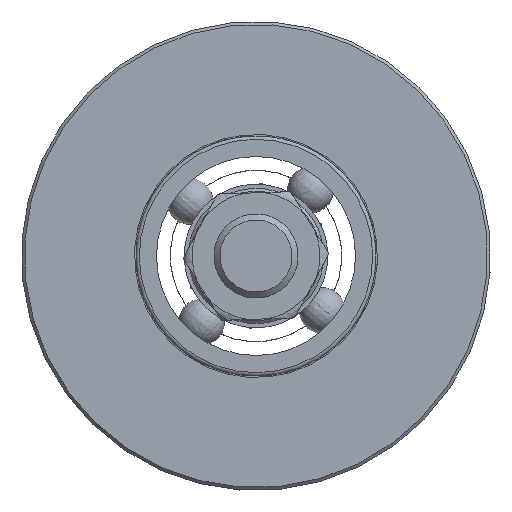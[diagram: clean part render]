
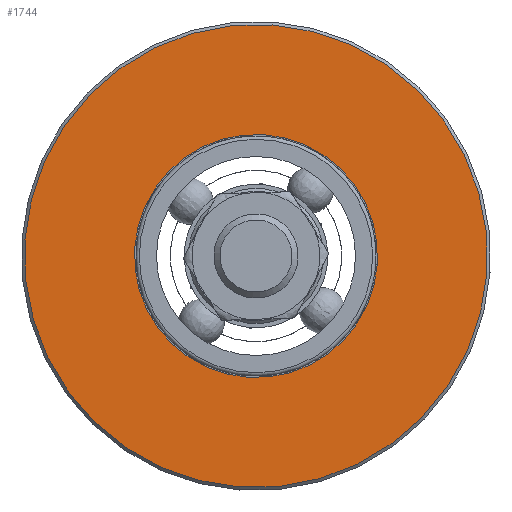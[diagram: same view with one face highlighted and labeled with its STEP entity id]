
A CAD part, front view. The second image highlights one B-rep face of the part: STEP entity #1744.
In plain terms, the highlighted planar face has unit normal (0, -1, 0).
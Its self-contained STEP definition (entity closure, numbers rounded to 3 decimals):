
#113=FACE_BOUND('',#340,.T.);
#149=PLANE('',#1929);
#226=FACE_OUTER_BOUND('',#339,.T.);
#339=EDGE_LOOP('',(#1274));
#340=EDGE_LOOP('',(#1275,#1276));
#578=CIRCLE('',#1897,38.5);
#598=CIRCLE('',#1927,20.2);
#599=CIRCLE('',#1928,20.2);
#723=VERTEX_POINT('',#2770);
#743=VERTEX_POINT('',#2826);
#744=VERTEX_POINT('',#2828);
#925=EDGE_CURVE('',#723,#723,#578,.T.);
#951=EDGE_CURVE('',#743,#744,#598,.T.);
#952=EDGE_CURVE('',#744,#743,#599,.T.);
#1274=ORIENTED_EDGE('',*,*,#925,.F.);
#1275=ORIENTED_EDGE('',*,*,#952,.F.);
#1276=ORIENTED_EDGE('',*,*,#951,.F.);
#1744=ADVANCED_FACE('',(#226,#113),#149,.F.);
#1897=AXIS2_PLACEMENT_3D('',#2772,#2230,#2231);
#1927=AXIS2_PLACEMENT_3D('',#2829,#2296,#2297);
#1928=AXIS2_PLACEMENT_3D('',#2830,#2298,#2299);
#1929=AXIS2_PLACEMENT_3D('',#2831,#2300,#2301);
#2230=DIRECTION('center_axis',(0.,1.,0.));
#2231=DIRECTION('ref_axis',(-0.995,0.,-0.104));
#2296=DIRECTION('center_axis',(0.,-1.,0.));
#2297=DIRECTION('ref_axis',(-0.104,0.,0.995));
#2298=DIRECTION('center_axis',(0.,-1.,0.));
#2299=DIRECTION('ref_axis',(-0.104,0.,0.995));
#2300=DIRECTION('center_axis',(0.,1.,0.));
#2301=DIRECTION('ref_axis',(-0.995,0.,-0.104));
#2770=CARTESIAN_POINT('',(38.29,-8.,4.012));
#2772=CARTESIAN_POINT('Origin',(0.,-8.,0.));
#2826=CARTESIAN_POINT('',(2.105,-8.,-20.09));
#2828=CARTESIAN_POINT('',(-2.105,-8.,20.09));
#2829=CARTESIAN_POINT('Origin',(0.,-8.,0.));
#2830=CARTESIAN_POINT('Origin',(0.,-8.,0.));
#2831=CARTESIAN_POINT('Origin',(-2.225,-8.,21.234));
